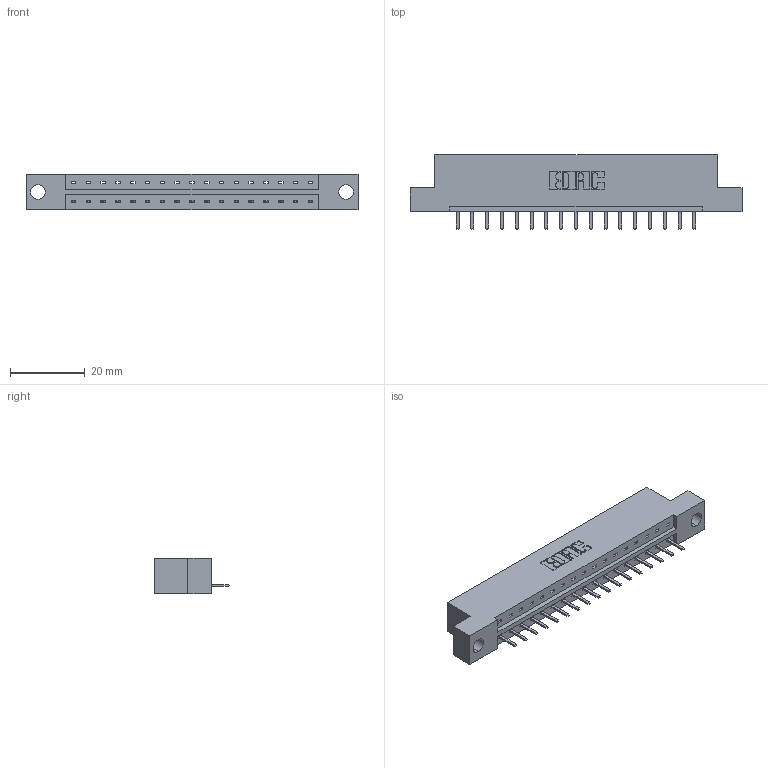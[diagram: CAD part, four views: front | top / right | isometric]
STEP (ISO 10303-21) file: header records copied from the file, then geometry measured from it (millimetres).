
FILE_DESCRIPTION (( 'STEP AP203' ), '1' );
FILE_NAME ('333-017-520-104.STEP', '2019-08-09T11:43:49', ( '' ), ( '' ), 'SwSTEP 2.0', 'SolidWorks 2016', '' );
FILE_SCHEMA (( 'CONFIG_CONTROL_DESIGN' ));
Length unit declared in the file: inch
Products named in the file (3): 345-292-001_345-293-120; 333-017-520-104; 333 Part_Flush - .156 Dia - TH
Assembly tree (18 placements, depth 2):
  333-017-520-104
    333 Part_Flush - .156 Dia - TH
    345-292-001_345-293-120  x17
Bounding box: 88.9 x 20.02 x 9.4 mm (x, y, z)
Volume: 8594.1 mm3; surface area: 8758.8 mm2
Topology: 18 solids, 18 shells, 1168 faces, 3439 edges, 2246 vertices
Faces by surface type: plane 818, cylinder 350
Entity records: 13743 total; most frequent: CARTESIAN_POINT 2393, ORIENTED_EDGE 2334, DIRECTION 2057, EDGE_CURVE 1167, LINE 1035, VECTOR 1035, VERTEX_POINT 774, AXIS2_PLACEMENT_3D 511
